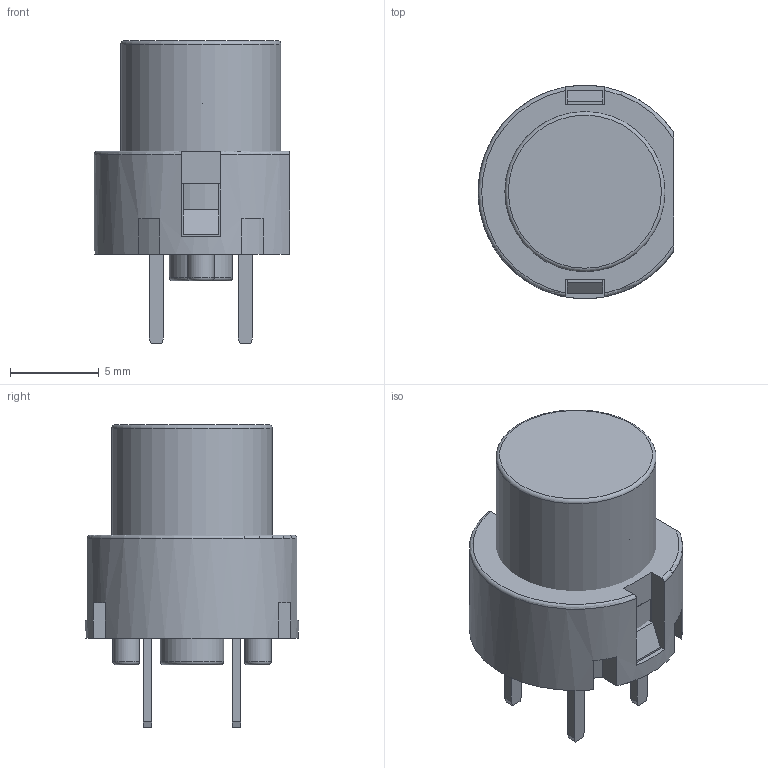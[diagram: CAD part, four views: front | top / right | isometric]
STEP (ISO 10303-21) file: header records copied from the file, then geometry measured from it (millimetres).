
FILE_DESCRIPTION(('FreeCAD Model'),'2;1');
FILE_NAME('ks01-bv-grey.step' ,'2020-10-31T19:14:56',('Author'),(''), 'Open CASCADE STEP processor 7.3','FreeCAD','Unknown');
FILE_SCHEMA(('AUTOMOTIVE_DESIGN { 1 0 10303 214 1 1 1 1 }'));
Length unit declared in the file: millimetre
Products named in the file (12): Chamfer006; Fillet006; Fillet003; Fillet004; Cut003; Fillet; Fillet002; Chamfer000; Chamfer001; Chamfer002; Chamfer003; Chamfer005
Bounding box: 11 x 11.98 x 17 mm (x, y, z)
Volume: 1184.8 mm3; surface area: 1501.7 mm2
Topology: 12 solids, 12 shells, 99 faces, 233 edges, 154 vertices
Faces by surface type: plane 85, cylinder 7, torus 7
Full cylindrical faces by diameter (mm): 1.5 x2, 3.55 x1, 9 x1
Entity records: 6740 total; most frequent: CARTESIAN_POINT 1241, DIRECTION 840, LINE 504, VECTOR 504, ORIENTED_EDGE 466, PCURVE 466, DEFINITIONAL_REPRESENTATION 466, EDGE_CURVE 233
